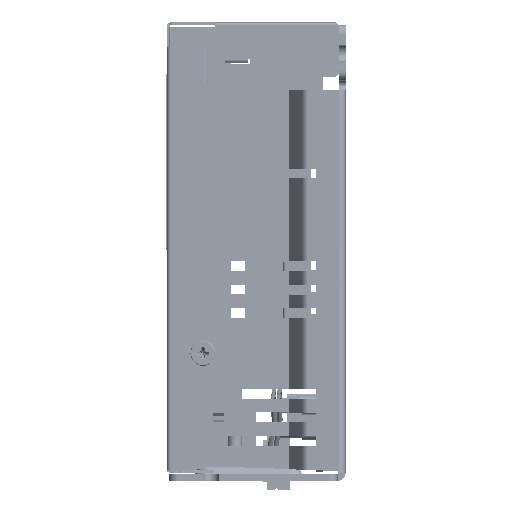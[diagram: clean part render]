
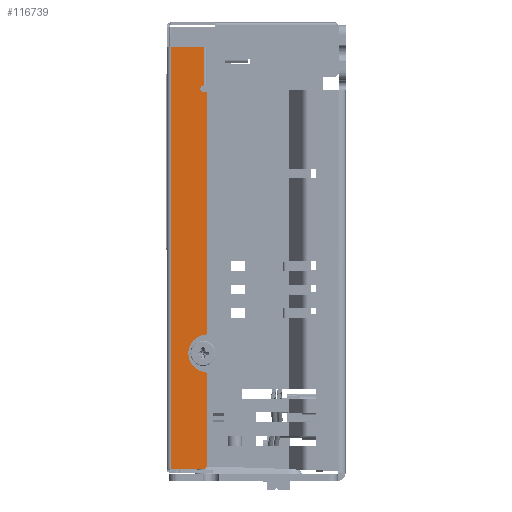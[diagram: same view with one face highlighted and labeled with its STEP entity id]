
A CAD part, left-side view. The second image highlights one B-rep face of the part: STEP entity #116739.
In plain terms, the highlighted planar face has unit normal (-1, 0, 0).
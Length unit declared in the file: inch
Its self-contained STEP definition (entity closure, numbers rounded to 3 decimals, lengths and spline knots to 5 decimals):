
#644 = CARTESIAN_POINT ( 'NONE',  ( -3.25984, 1.18504, -1.84055 ) ) ;
#2572 = CARTESIAN_POINT ( 'NONE',  ( -3.25984, 1.15748, -0.84055 ) ) ;
#4871 = VERTEX_POINT ( 'NONE', #77713 ) ;
#5718 = VERTEX_POINT ( 'NONE', #76447 ) ;
#6689 = DIRECTION ( 'NONE',  ( -1., 0., 0. ) ) ;
#7580 = CIRCLE ( 'NONE', #51083, 0.03937 ) ;
#10974 = LINE ( 'NONE', #644, #98807 ) ;
#11478 = VERTEX_POINT ( 'NONE', #88493 ) ;
#11813 = EDGE_CURVE ( 'NONE', #120556, #50944, #31712, .T. ) ;
#13069 = DIRECTION ( 'NONE',  ( 0., -1., 0. ) ) ;
#14037 = CARTESIAN_POINT ( 'NONE',  ( -3.25984, 1.15748, 1.33661 ) ) ;
#16506 = EDGE_CURVE ( 'NONE', #4871, #75157, #30295, .T. ) ;
#20661 = DIRECTION ( 'NONE',  ( 0., 0., 1. ) ) ;
#21966 = DIRECTION ( 'NONE',  ( 0., 1., 0. ) ) ;
#27723 = CARTESIAN_POINT ( 'NONE',  ( -3.25984, 1.49606, 1.33661 ) ) ;
#30295 = CIRCLE ( 'NONE', #48901, 0.15748 ) ;
#30351 = ORIENTED_EDGE ( 'NONE', *, *, #104881, .T. ) ;
#31416 = EDGE_CURVE ( 'NONE', #75157, #120556, #44839, .T. ) ;
#31712 = LINE ( 'NONE', #71248, #111917 ) ;
#32385 = PLANE ( 'NONE',  #63436 ) ;
#33374 = EDGE_LOOP ( 'NONE', ( #105126, #99219, #112393, #43146, #73679, #71223, #117011, #58622, #86736, #98122, #30351, #113752 ) ) ;
#34633 = DIRECTION ( 'NONE',  ( 0., 0., 1. ) ) ;
#39121 = DIRECTION ( 'NONE',  ( -1., 0., 0. ) ) ;
#40543 = DIRECTION ( 'NONE',  ( 0., 1., 0. ) ) ;
#40925 = AXIS2_PLACEMENT_3D ( 'NONE', #42950, #82509, #83795 ) ;
#41472 = DIRECTION ( 'NONE',  ( -1., 0., 0. ) ) ;
#42950 = CARTESIAN_POINT ( 'NONE',  ( -3.25984, 1.18504, 1.36614 ) ) ;
#43146 = ORIENTED_EDGE ( 'NONE', *, *, #98028, .T. ) ;
#44255 = CARTESIAN_POINT ( 'NONE',  ( -3.25984, 1.49606, -1.80512 ) ) ;
#44839 = CIRCLE ( 'NONE', #55189, 0.01969 ) ;
#45617 = CARTESIAN_POINT ( 'NONE',  ( -3.25984, 1.19685, -1.76575 ) ) ;
#46268 = DIRECTION ( 'NONE',  ( 0., 1., 0. ) ) ;
#46924 = AXIS2_PLACEMENT_3D ( 'NONE', #72561, #39121, #52482 ) ;
#47186 = DIRECTION ( 'NONE',  ( 0., 1., 0. ) ) ;
#48079 = LINE ( 'NONE', #67500, #101006 ) ;
#48901 = AXIS2_PLACEMENT_3D ( 'NONE', #2572, #123205, #62193 ) ;
#49175 = VERTEX_POINT ( 'NONE', #75529 ) ;
#49467 = VERTEX_POINT ( 'NONE', #123268 ) ;
#50255 = EDGE_CURVE ( 'NONE', #121060, #5718, #100919, .T. ) ;
#50944 = VERTEX_POINT ( 'NONE', #14037 ) ;
#51083 = AXIS2_PLACEMENT_3D ( 'NONE', #45617, #6689, #46268 ) ;
#52482 = DIRECTION ( 'NONE',  ( 0., 1., 0. ) ) ;
#55189 = AXIS2_PLACEMENT_3D ( 'NONE', #71281, #41472, #21966 ) ;
#58622 = ORIENTED_EDGE ( 'NONE', *, *, #107444, .F. ) ;
#60255 = CARTESIAN_POINT ( 'NONE',  ( -3.25984, 1.15748, -1.01662 ) ) ;
#62147 = VERTEX_POINT ( 'NONE', #89056 ) ;
#62193 = DIRECTION ( 'NONE',  ( 0., -1., 0. ) ) ;
#63133 = CARTESIAN_POINT ( 'NONE',  ( -3.25984, 1.46063, 1.71063 ) ) ;
#63199 = EDGE_CURVE ( 'NONE', #62147, #11478, #92896, .T. ) ;
#63436 = AXIS2_PLACEMENT_3D ( 'NONE', #121257, #92693, #71925 ) ;
#67500 = CARTESIAN_POINT ( 'NONE',  ( -3.25984, 1.15748, -1.84055 ) ) ;
#70148 = CARTESIAN_POINT ( 'NONE',  ( -3.25984, 1.15748, -1.76575 ) ) ;
#71223 = ORIENTED_EDGE ( 'NONE', *, *, #116470, .T. ) ;
#71248 = CARTESIAN_POINT ( 'NONE',  ( -3.25984, 1.15748, -1.84055 ) ) ;
#71281 = CARTESIAN_POINT ( 'NONE',  ( -3.25984, 1.17717, -0.66448 ) ) ;
#71568 = CARTESIAN_POINT ( 'NONE',  ( -3.25984, 1.17498, -0.68405 ) ) ;
#71925 = DIRECTION ( 'NONE',  ( 0., -1., 0. ) ) ;
#72561 = CARTESIAN_POINT ( 'NONE',  ( -3.25984, 1.17717, -1.01662 ) ) ;
#73679 = ORIENTED_EDGE ( 'NONE', *, *, #50255, .T. ) ;
#73842 = CARTESIAN_POINT ( 'NONE',  ( -3.25984, 1.18504, 1.33661 ) ) ;
#75157 = VERTEX_POINT ( 'NONE', #71568 ) ;
#75267 = VECTOR ( 'NONE', #47186, 39.37008 ) ;
#75529 = CARTESIAN_POINT ( 'NONE',  ( -3.25984, 1.46063, 1.71063 ) ) ;
#76447 = CARTESIAN_POINT ( 'NONE',  ( -3.25984, 1.18504, 1.39567 ) ) ;
#77713 = CARTESIAN_POINT ( 'NONE',  ( -3.25984, 1.17498, -0.99706 ) ) ;
#78267 = EDGE_CURVE ( 'NONE', #107002, #4871, #86291, .T. ) ;
#79135 = DIRECTION ( 'NONE',  ( 0., 0., 1. ) ) ;
#80100 = LINE ( 'NONE', #81387, #91090 ) ;
#81387 = CARTESIAN_POINT ( 'NONE',  ( -3.25984, 1.49606, 1.71063 ) ) ;
#82509 = DIRECTION ( 'NONE',  ( 1., 0., 0. ) ) ;
#83795 = DIRECTION ( 'NONE',  ( 0., 1., 0. ) ) ;
#83937 = LINE ( 'NONE', #63133, #114112 ) ;
#86291 = CIRCLE ( 'NONE', #46924, 0.01969 ) ;
#86736 = ORIENTED_EDGE ( 'NONE', *, *, #63199, .T. ) ;
#88029 = LINE ( 'NONE', #27723, #75267 ) ;
#88493 = CARTESIAN_POINT ( 'NONE',  ( -3.25984, 1.19685, -1.80512 ) ) ;
#89056 = CARTESIAN_POINT ( 'NONE',  ( -3.25984, 1.46063, -1.80512 ) ) ;
#91090 = VECTOR ( 'NONE', #40543, 39.37008 ) ;
#92693 = DIRECTION ( 'NONE',  ( -1., 0., 0. ) ) ;
#92896 = LINE ( 'NONE', #44255, #124726 ) ;
#98028 = EDGE_CURVE ( 'NONE', #50944, #121060, #88029, .T. ) ;
#98122 = ORIENTED_EDGE ( 'NONE', *, *, #102128, .T. ) ;
#98807 = VECTOR ( 'NONE', #79135, 39.37008 ) ;
#99219 = ORIENTED_EDGE ( 'NONE', *, *, #31416, .T. ) ;
#100919 = CIRCLE ( 'NONE', #40925, 0.02953 ) ;
#101006 = VECTOR ( 'NONE', #108418, 39.37008 ) ;
#102128 = EDGE_CURVE ( 'NONE', #11478, #105518, #7580, .T. ) ;
#104881 = EDGE_CURVE ( 'NONE', #105518, #107002, #48079, .T. ) ;
#105126 = ORIENTED_EDGE ( 'NONE', *, *, #16506, .T. ) ;
#105518 = VERTEX_POINT ( 'NONE', #70148 ) ;
#107002 = VERTEX_POINT ( 'NONE', #60255 ) ;
#107444 = EDGE_CURVE ( 'NONE', #62147, #49175, #83937, .T. ) ;
#108418 = DIRECTION ( 'NONE',  ( 0., 0., 1. ) ) ;
#111917 = VECTOR ( 'NONE', #20661, 39.37008 ) ;
#112393 = ORIENTED_EDGE ( 'NONE', *, *, #11813, .T. ) ;
#113752 = ORIENTED_EDGE ( 'NONE', *, *, #78267, .T. ) ;
#114112 = VECTOR ( 'NONE', #34633, 39.37008 ) ;
#116470 = EDGE_CURVE ( 'NONE', #5718, #49467, #10974, .T. ) ;
#116739 = ADVANCED_FACE ( 'NONE', ( #123171 ), #32385, .T. ) ;
#117011 = ORIENTED_EDGE ( 'NONE', *, *, #123858, .T. ) ;
#118259 = CARTESIAN_POINT ( 'NONE',  ( -3.25984, 1.15748, -0.66448 ) ) ;
#120556 = VERTEX_POINT ( 'NONE', #118259 ) ;
#121060 = VERTEX_POINT ( 'NONE', #73842 ) ;
#121257 = CARTESIAN_POINT ( 'NONE',  ( -3.25984, 1.49606, -1.84055 ) ) ;
#123171 = FACE_OUTER_BOUND ( 'NONE', #33374, .T. ) ;
#123205 = DIRECTION ( 'NONE',  ( 1., 0., 0. ) ) ;
#123268 = CARTESIAN_POINT ( 'NONE',  ( -3.25984, 1.18504, 1.71063 ) ) ;
#123858 = EDGE_CURVE ( 'NONE', #49467, #49175, #80100, .T. ) ;
#124726 = VECTOR ( 'NONE', #13069, 39.37008 ) ;
